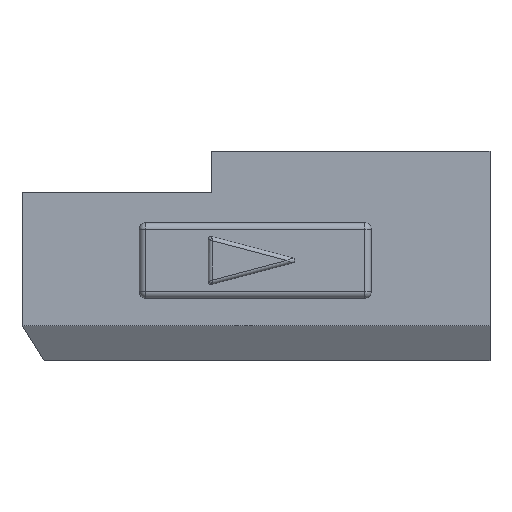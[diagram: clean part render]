
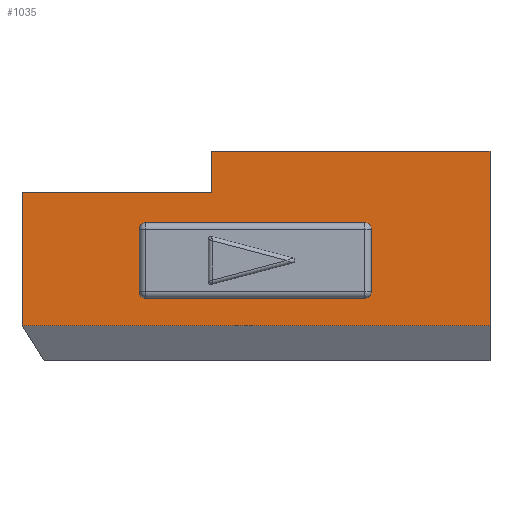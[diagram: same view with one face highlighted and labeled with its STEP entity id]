
A CAD part, top view. The second image highlights one B-rep face of the part: STEP entity #1035.
In plain terms, the highlighted planar face has unit normal (0, 0, 1).
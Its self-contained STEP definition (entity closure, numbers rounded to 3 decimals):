
#50=FACE_BOUND('',#144,.T.);
#53=CIRCLE('',#1113,0.25);
#54=CIRCLE('',#1114,0.25);
#55=CIRCLE('',#1115,0.25);
#56=CIRCLE('',#1116,0.25);
#80=FACE_OUTER_BOUND('',#143,.T.);
#143=EDGE_LOOP('',(#696,#697,#698,#699,#700,#701));
#144=EDGE_LOOP('',(#702,#703,#704,#705,#706,#707,#708,#709));
#208=LINE('',#1522,#325);
#214=LINE('',#1534,#331);
#215=LINE('',#1536,#332);
#216=LINE('',#1538,#333);
#217=LINE('',#1540,#334);
#218=LINE('',#1541,#335);
#219=LINE('',#1544,#336);
#220=LINE('',#1548,#337);
#221=LINE('',#1552,#338);
#222=LINE('',#1556,#339);
#325=VECTOR('',#1211,10.);
#331=VECTOR('',#1219,10.);
#332=VECTOR('',#1220,10.);
#333=VECTOR('',#1221,10.);
#334=VECTOR('',#1222,10.);
#335=VECTOR('',#1223,10.);
#336=VECTOR('',#1224,10.);
#337=VECTOR('',#1227,10.);
#338=VECTOR('',#1230,10.);
#339=VECTOR('',#1233,10.);
#442=VERTEX_POINT('',#1520);
#443=VERTEX_POINT('',#1521);
#448=VERTEX_POINT('',#1533);
#449=VERTEX_POINT('',#1535);
#450=VERTEX_POINT('',#1537);
#451=VERTEX_POINT('',#1539);
#452=VERTEX_POINT('',#1542);
#453=VERTEX_POINT('',#1543);
#454=VERTEX_POINT('',#1545);
#455=VERTEX_POINT('',#1547);
#456=VERTEX_POINT('',#1549);
#457=VERTEX_POINT('',#1551);
#458=VERTEX_POINT('',#1553);
#459=VERTEX_POINT('',#1555);
#537=EDGE_CURVE('',#442,#443,#208,.T.);
#543=EDGE_CURVE('',#448,#442,#214,.T.);
#544=EDGE_CURVE('',#449,#448,#215,.T.);
#545=EDGE_CURVE('',#450,#449,#216,.T.);
#546=EDGE_CURVE('',#451,#450,#217,.T.);
#547=EDGE_CURVE('',#443,#451,#218,.T.);
#548=EDGE_CURVE('',#452,#453,#219,.T.);
#549=EDGE_CURVE('',#454,#452,#53,.T.);
#550=EDGE_CURVE('',#455,#454,#220,.T.);
#551=EDGE_CURVE('',#456,#455,#54,.T.);
#552=EDGE_CURVE('',#457,#456,#221,.T.);
#553=EDGE_CURVE('',#458,#457,#55,.T.);
#554=EDGE_CURVE('',#459,#458,#222,.T.);
#555=EDGE_CURVE('',#453,#459,#56,.T.);
#696=ORIENTED_EDGE('',*,*,#537,.F.);
#697=ORIENTED_EDGE('',*,*,#543,.F.);
#698=ORIENTED_EDGE('',*,*,#544,.F.);
#699=ORIENTED_EDGE('',*,*,#545,.F.);
#700=ORIENTED_EDGE('',*,*,#546,.F.);
#701=ORIENTED_EDGE('',*,*,#547,.F.);
#702=ORIENTED_EDGE('',*,*,#548,.F.);
#703=ORIENTED_EDGE('',*,*,#549,.F.);
#704=ORIENTED_EDGE('',*,*,#550,.F.);
#705=ORIENTED_EDGE('',*,*,#551,.F.);
#706=ORIENTED_EDGE('',*,*,#552,.F.);
#707=ORIENTED_EDGE('',*,*,#553,.F.);
#708=ORIENTED_EDGE('',*,*,#554,.F.);
#709=ORIENTED_EDGE('',*,*,#555,.F.);
#997=PLANE('',#1112);
#1035=ADVANCED_FACE('',(#80,#50),#997,.F.);
#1112=AXIS2_PLACEMENT_3D('',#1532,#1217,#1218);
#1113=AXIS2_PLACEMENT_3D('',#1546,#1225,#1226);
#1114=AXIS2_PLACEMENT_3D('',#1550,#1228,#1229);
#1115=AXIS2_PLACEMENT_3D('',#1554,#1231,#1232);
#1116=AXIS2_PLACEMENT_3D('',#1557,#1234,#1235);
#1211=DIRECTION('',(0.,-1.,0.));
#1217=DIRECTION('center_axis',(0.,0.,-1.));
#1218=DIRECTION('ref_axis',(-1.,0.,0.));
#1219=DIRECTION('',(1.,0.,0.));
#1220=DIRECTION('',(0.,1.,0.));
#1221=DIRECTION('',(1.,0.,0.));
#1222=DIRECTION('',(0.,1.,0.));
#1223=DIRECTION('',(-1.,0.,0.));
#1224=DIRECTION('',(-1.,0.,0.));
#1225=DIRECTION('center_axis',(0.,0.,1.));
#1226=DIRECTION('ref_axis',(0.707,0.707,0.));
#1227=DIRECTION('',(0.,1.,0.));
#1228=DIRECTION('center_axis',(0.,0.,1.));
#1229=DIRECTION('ref_axis',(0.707,-0.707,0.));
#1230=DIRECTION('',(1.,0.,0.));
#1231=DIRECTION('center_axis',(0.,0.,1.));
#1232=DIRECTION('ref_axis',(-0.707,-0.707,0.));
#1233=DIRECTION('',(0.,-1.,0.));
#1234=DIRECTION('center_axis',(0.,0.,1.));
#1235=DIRECTION('ref_axis',(-0.707,0.707,0.));
#1520=CARTESIAN_POINT('',(9.,3.325,0.9));
#1521=CARTESIAN_POINT('',(9.,-3.383,0.9));
#1522=CARTESIAN_POINT('',(9.,-1.663,0.9));
#1532=CARTESIAN_POINT('Origin',(3.65,2.525,0.9));
#1533=CARTESIAN_POINT('',(-1.7,3.325,0.9));
#1534=CARTESIAN_POINT('',(6.325,3.325,0.9));
#1535=CARTESIAN_POINT('',(-1.7,1.725,0.9));
#1536=CARTESIAN_POINT('',(-1.7,2.925,0.9));
#1537=CARTESIAN_POINT('',(-8.95,1.725,0.9));
#1538=CARTESIAN_POINT('',(-2.675,1.725,0.9));
#1539=CARTESIAN_POINT('',(-8.95,-3.383,0.9));
#1540=CARTESIAN_POINT('',(-8.95,0.831,0.9));
#1541=CARTESIAN_POINT('',(-0.425,-3.383,0.9));
#1542=CARTESIAN_POINT('',(4.2,0.575,0.9));
#1543=CARTESIAN_POINT('',(-4.2,0.575,0.9));
#1544=CARTESIAN_POINT('',(2.225,0.575,0.9));
#1545=CARTESIAN_POINT('',(4.45,0.325,0.9));
#1546=CARTESIAN_POINT('Origin',(4.2,0.325,0.9));
#1547=CARTESIAN_POINT('',(4.45,-2.075,0.9));
#1548=CARTESIAN_POINT('',(4.45,-1.163,0.9));
#1549=CARTESIAN_POINT('',(4.2,-2.325,0.9));
#1550=CARTESIAN_POINT('Origin',(4.2,-2.075,0.9));
#1551=CARTESIAN_POINT('',(-4.2,-2.325,0.9));
#1552=CARTESIAN_POINT('',(-2.225,-2.325,0.9));
#1553=CARTESIAN_POINT('',(-4.45,-2.075,0.9));
#1554=CARTESIAN_POINT('Origin',(-4.2,-2.075,0.9));
#1555=CARTESIAN_POINT('',(-4.45,0.325,0.9));
#1556=CARTESIAN_POINT('',(-4.45,0.288,0.9));
#1557=CARTESIAN_POINT('Origin',(-4.2,0.325,0.9));
